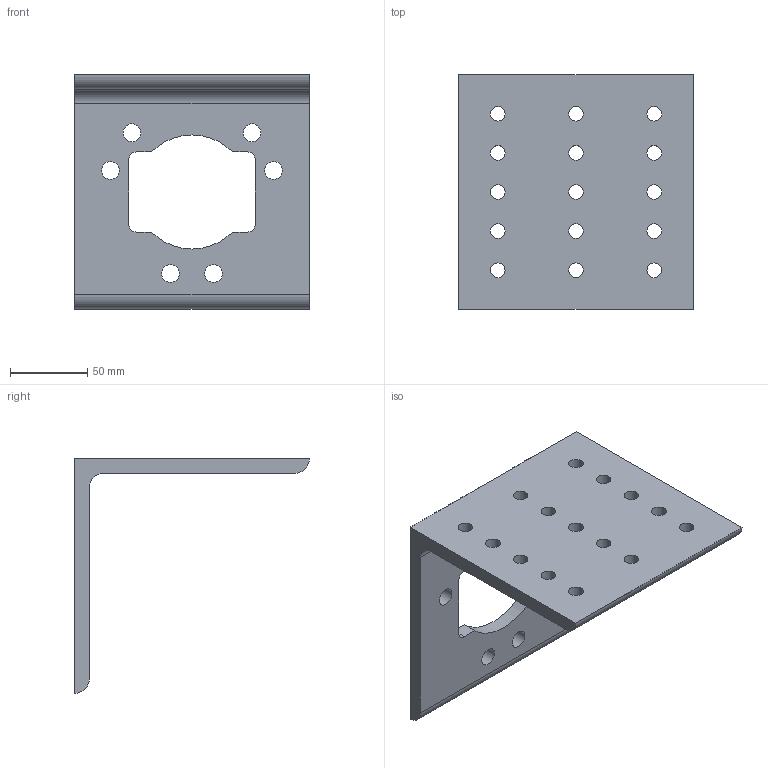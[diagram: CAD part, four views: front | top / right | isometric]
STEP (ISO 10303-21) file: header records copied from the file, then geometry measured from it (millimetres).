
FILE_DESCRIPTION(/* description */ ('Alibre Inc.'),/* implementation_level */ '2;1');
FILE_NAME(/* name */ 'export0',/* time_stamp */ '2012-03-24T09:14:26-06:00',/* author */ (''),/* organization */ (''),/* preprocessor_version */ 'ST-DEVELOPER v14',/* originating_system */ 'Alibre',/* authorisation */ '');
FILE_SCHEMA (('CONFIG_CONTROL_DESIGN'));
Length unit declared in the file: centimetre
Products named in the file (1): ID_1
Bounding box: 152.4 x 152.4 x 152.4 mm (x, y, z)
Volume: 361453.5 mm3; surface area: 92276.6 mm2
Topology: 1 solids, 1 shells, 606 faces, 1662 edges, 1108 vertices
Faces by surface type: plane 294, bspline 282, cylinder 30
Full cylindrical faces by diameter (mm): 9.525 x15, 11.5 x6
Entity records: 19140 total; most frequent: CARTESIAN_POINT 5877, ORIENTED_EDGE 3282, EDGE_CURVE 1641, DIRECTION 1475, VERTEX_POINT 1108, VECTOR 1017, LINE 1017, EDGE_LOOP 721
